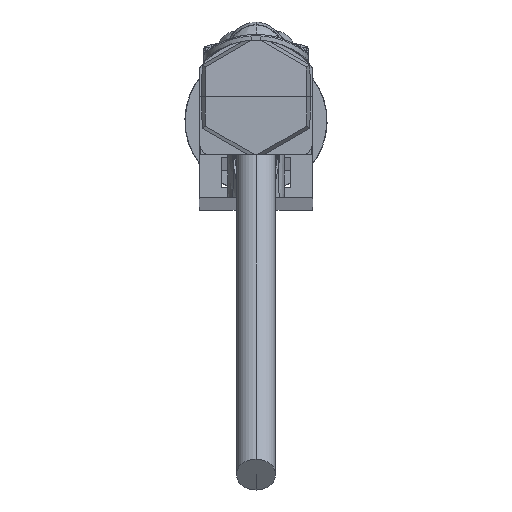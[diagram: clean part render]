
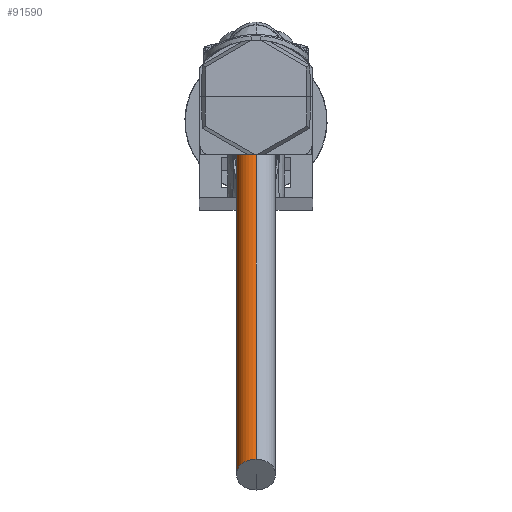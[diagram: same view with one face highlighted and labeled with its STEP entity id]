
A CAD part, top view. The second image highlights one B-rep face of the part: STEP entity #91590.
In plain terms, the highlighted cylindrical face has radius 2.075 mm (diameter 4.15 mm), a partial arc.
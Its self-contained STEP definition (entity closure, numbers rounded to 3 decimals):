
#91498=CARTESIAN_POINT('',(0.,-1.63,19.646));
#91499=DIRECTION('',(0.,-0.623,0.783));
#91500=DIRECTION('',(0.,0.783,0.623));
#91501=AXIS2_PLACEMENT_3D('',#91498,#91499,#91500);
#91503=DIRECTION('',(0.,-0.623,0.783));
#91504=VECTOR('',#91503,61.492);
#91505=CARTESIAN_POINT('',(0.,-0.007,20.938));
#91506=LINE('',#91505,#91504);
#91512=DIRECTION('',(0.,-0.623,0.783));
#91513=VECTOR('',#91512,61.492);
#91514=CARTESIAN_POINT('',(0.,-3.254,18.354));
#91515=LINE('',#91514,#91513);
#91521=CARTESIAN_POINT('',(0.,-39.91,67.77));
#91522=DIRECTION('',(0.,-0.623,0.783));
#91523=DIRECTION('',(0.,0.783,0.623));
#91524=AXIS2_PLACEMENT_3D('',#91521,#91522,#91523);
#91526=CARTESIAN_POINT('',(0.,-3.254,18.354));
#91527=CARTESIAN_POINT('',(0.,-0.007,20.938));
#91528=VERTEX_POINT('',#91526);
#91529=VERTEX_POINT('',#91527);
#91530=CARTESIAN_POINT('',(0.,-41.534,66.478));
#91531=CARTESIAN_POINT('',(0.,-38.286,69.061));
#91532=VERTEX_POINT('',#91530);
#91533=VERTEX_POINT('',#91531);
#91576=CARTESIAN_POINT('',(0.,-1.63,19.646));
#91577=DIRECTION('',(0.,-0.623,0.783));
#91578=DIRECTION('',(0.,-0.783,-0.623));
#91579=AXIS2_PLACEMENT_3D('',#91576,#91577,#91578);
#91580=CYLINDRICAL_SURFACE('',#91579,2.075);
#91581=ORIENTED_EDGE('',*,*,#91570,.F.);
#91583=ORIENTED_EDGE('',*,*,#91582,.T.);
#91585=ORIENTED_EDGE('',*,*,#91584,.T.);
#91587=ORIENTED_EDGE('',*,*,#91586,.F.);
#91588=EDGE_LOOP('',(#91581,#91583,#91585,#91587));
#91589=FACE_OUTER_BOUND('',#91588,.F.);
#91590=ADVANCED_FACE('',(#91589),#91580,.T.);
#91502=CIRCLE('',#91501,2.075);
#91525=CIRCLE('',#91524,2.075);
#91570=EDGE_CURVE('',#91529,#91528,#91502,.T.);
#91582=EDGE_CURVE('',#91529,#91533,#91506,.T.);
#91584=EDGE_CURVE('',#91533,#91532,#91525,.T.);
#91586=EDGE_CURVE('',#91528,#91532,#91515,.T.);
